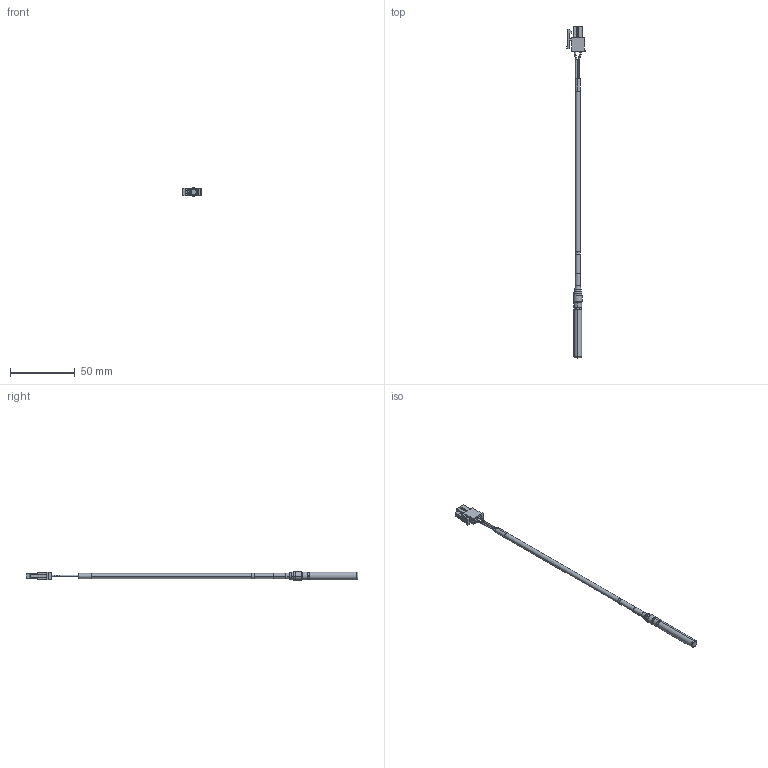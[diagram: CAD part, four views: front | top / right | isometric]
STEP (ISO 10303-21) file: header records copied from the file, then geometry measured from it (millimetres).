
FILE_DESCRIPTION (( 'STEP AP214' ), '1' );
FILE_NAME ('572.STEP', '2020-02-13T10:28:59', ( '' ), ( '' ), 'SwSTEP 2.0', 'SolidWorks 2019', '' );
FILE_SCHEMA (( 'AUTOMOTIVE_DESIGN' ));
Length unit declared in the file: millimetre
Products named in the file (1): 572
Bounding box: 14.4 x 256.1 x 6.48 mm (x, y, z)
Surface area: 4835.9 mm2 (no closed solid volume)
Topology: 0 solids, 19 shells, 189 faces, 621 edges, 438 vertices
Faces by surface type: plane 78, cylinder 67, torus 40, bspline 2, cone 2
Entity records: 9242 total; most frequent: CARTESIAN_POINT 1823, DIRECTION 1127, ORIENTED_EDGE 959, EDGE_CURVE 621, VERTEX_POINT 438, AXIS2_PLACEMENT_3D 382, VECTOR 363, LINE 363
